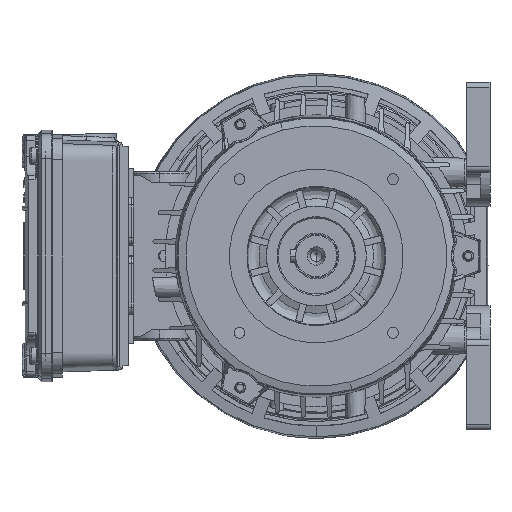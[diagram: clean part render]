
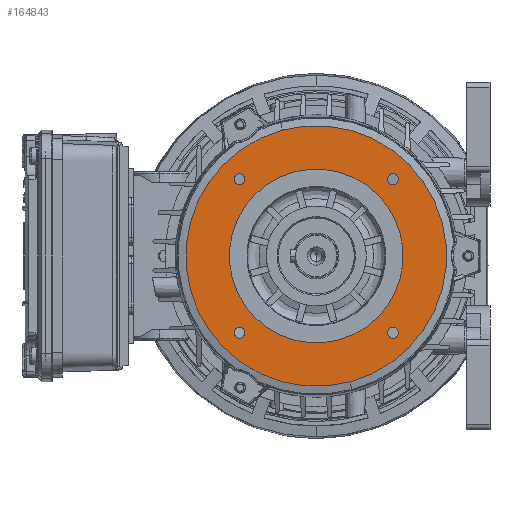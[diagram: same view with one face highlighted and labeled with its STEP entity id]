
A CAD part, left-side view. The second image highlights one B-rep face of the part: STEP entity #164843.
In plain terms, the highlighted planar face has unit normal (-1, 0, 0).
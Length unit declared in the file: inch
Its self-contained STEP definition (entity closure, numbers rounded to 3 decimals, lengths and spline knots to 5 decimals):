
#3201 = DIRECTION ( 'NONE',  ( 1., 0., 0. ) ) ;
#4223 = CARTESIAN_POINT ( 'NONE',  ( -3.93701, -1.39194, -1.39194 ) ) ;
#12248 = EDGE_LOOP ( 'NONE', ( #36599, #82393 ) ) ;
#12573 = DIRECTION ( 'NONE',  ( -1., 0., 0. ) ) ;
#12930 = AXIS2_PLACEMENT_3D ( 'NONE', #160112, #134566, #69965 ) ;
#14586 = PLANE ( 'NONE',  #96547 ) ;
#15394 = AXIS2_PLACEMENT_3D ( 'NONE', #84506, #160253, #57351 ) ;
#16329 = EDGE_CURVE ( 'NONE', #37435, #16823, #34666, .T. ) ;
#16823 = VERTEX_POINT ( 'NONE', #51810 ) ;
#19681 = DIRECTION ( 'NONE',  ( 0., 0.259, 0.966 ) ) ;
#20649 = EDGE_LOOP ( 'NONE', ( #112883, #143220 ) ) ;
#25746 = CIRCLE ( 'NONE', #90933, 1.5748 ) ;
#34666 = CIRCLE ( 'NONE', #12930, 0.09843 ) ;
#36599 = ORIENTED_EDGE ( 'NONE', *, *, #133021, .F. ) ;
#37435 = VERTEX_POINT ( 'NONE', #66162 ) ;
#39165 = AXIS2_PLACEMENT_3D ( 'NONE', #100051, #138278, #86425 ) ;
#39338 = FACE_BOUND ( 'NONE', #12248, .T. ) ;
#40134 = AXIS2_PLACEMENT_3D ( 'NONE', #137849, #136180, #19681 ) ;
#41336 = DIRECTION ( 'NONE',  ( -1., 0., 0. ) ) ;
#41365 = DIRECTION ( 'NONE',  ( 0., -0.966, 0.259 ) ) ;
#41442 = EDGE_CURVE ( 'NONE', #98260, #162924, #130920, .T. ) ;
#41810 = ORIENTED_EDGE ( 'NONE', *, *, #79145, .F. ) ;
#42199 = DIRECTION ( 'NONE',  ( 0., -0.966, 0.259 ) ) ;
#42561 = DIRECTION ( 'NONE',  ( -1., 0., 0. ) ) ;
#43127 = EDGE_CURVE ( 'NONE', #16823, #37435, #130439, .T. ) ;
#45241 = CARTESIAN_POINT ( 'NONE',  ( -3.93701, -1.39194, 1.39194 ) ) ;
#47318 = CIRCLE ( 'NONE', #39165, 0.09843 ) ;
#51794 = EDGE_CURVE ( 'NONE', #147310, #164785, #120526, .T. ) ;
#51810 = CARTESIAN_POINT ( 'NONE',  ( -3.93701, 1.48701, -1.41742 ) ) ;
#53547 = EDGE_CURVE ( 'NONE', #151845, #66316, #25746, .T. ) ;
#55774 = DIRECTION ( 'NONE',  ( -1., 0., 0. ) ) ;
#56101 = CIRCLE ( 'NONE', #15394, 0.09843 ) ;
#57351 = DIRECTION ( 'NONE',  ( 0., -0.966, 0.259 ) ) ;
#59831 = ORIENTED_EDGE ( 'NONE', *, *, #65720, .F. ) ;
#60922 = CARTESIAN_POINT ( 'NONE',  ( -3.93701, -1.48701, -1.36647 ) ) ;
#61485 = CARTESIAN_POINT ( 'NONE',  ( -3.93701, -1.48701, 1.41742 ) ) ;
#62270 = EDGE_LOOP ( 'NONE', ( #59831, #132131 ) ) ;
#64468 = DIRECTION ( 'NONE',  ( 0., 0.259, 0.966 ) ) ;
#64603 = DIRECTION ( 'NONE',  ( -1., 0., 0. ) ) ;
#65720 = EDGE_CURVE ( 'NONE', #164785, #147310, #67432, .T. ) ;
#66162 = CARTESIAN_POINT ( 'NONE',  ( -3.93701, 1.29687, -1.36647 ) ) ;
#66316 = VERTEX_POINT ( 'NONE', #80643 ) ;
#67328 = DIRECTION ( 'NONE',  ( 0., -0.259, -0.966 ) ) ;
#67432 = CIRCLE ( 'NONE', #151696, 0.09843 ) ;
#69356 = DIRECTION ( 'NONE',  ( -1., 0., 0. ) ) ;
#69965 = DIRECTION ( 'NONE',  ( 0., -0.966, 0.259 ) ) ;
#72008 = CIRCLE ( 'NONE', #153604, 0.09843 ) ;
#73473 = CARTESIAN_POINT ( 'NONE',  ( -3.93701, -0.61138, -2.28171 ) ) ;
#76306 = AXIS2_PLACEMENT_3D ( 'NONE', #119721, #3201, #81437 ) ;
#76680 = CARTESIAN_POINT ( 'NONE',  ( -3.93701, 0.61138, 2.28171 ) ) ;
#79104 = DIRECTION ( 'NONE',  ( 0., -0.966, 0.259 ) ) ;
#79145 = EDGE_CURVE ( 'NONE', #66316, #151845, #131472, .T. ) ;
#79731 = AXIS2_PLACEMENT_3D ( 'NONE', #45241, #138643, #99598 ) ;
#80643 = CARTESIAN_POINT ( 'NONE',  ( -3.93701, -0.40759, -1.52114 ) ) ;
#81437 = DIRECTION ( 'NONE',  ( 0., 0.259, 0.966 ) ) ;
#82393 = ORIENTED_EDGE ( 'NONE', *, *, #166731, .F. ) ;
#84506 = CARTESIAN_POINT ( 'NONE',  ( -3.93701, 1.39194, 1.39194 ) ) ;
#86425 = DIRECTION ( 'NONE',  ( 0., -0.966, 0.259 ) ) ;
#88045 = AXIS2_PLACEMENT_3D ( 'NONE', #91799, #64603, #129258 ) ;
#90933 = AXIS2_PLACEMENT_3D ( 'NONE', #140167, #12573, #64468 ) ;
#91187 = CARTESIAN_POINT ( 'NONE',  ( -3.93701, -0.61138, -2.28171 ) ) ;
#91799 = CARTESIAN_POINT ( 'NONE',  ( -3.93701, 0., 0. ) ) ;
#93192 = CARTESIAN_POINT ( 'NONE',  ( -3.93701, 1.39194, 1.39194 ) ) ;
#93823 = CARTESIAN_POINT ( 'NONE',  ( -3.93701, -1.29687, -1.41742 ) ) ;
#96547 = AXIS2_PLACEMENT_3D ( 'NONE', #91187, #130286, #67328 ) ;
#98260 = VERTEX_POINT ( 'NONE', #93823 ) ;
#99598 = DIRECTION ( 'NONE',  ( 0., -0.966, 0.259 ) ) ;
#100051 = CARTESIAN_POINT ( 'NONE',  ( -3.93701, -1.39194, -1.39194 ) ) ;
#107490 = CARTESIAN_POINT ( 'NONE',  ( -3.93701, 1.29687, 1.41742 ) ) ;
#108413 = DIRECTION ( 'NONE',  ( 0., -0.966, 0.259 ) ) ;
#108509 = VERTEX_POINT ( 'NONE', #107490 ) ;
#109561 = EDGE_LOOP ( 'NONE', ( #121701, #134060 ) ) ;
#112883 = ORIENTED_EDGE ( 'NONE', *, *, #16329, .F. ) ;
#116677 = FACE_BOUND ( 'NONE', #130041, .T. ) ;
#117073 = CIRCLE ( 'NONE', #76306, 2.3622 ) ;
#117509 = FACE_OUTER_BOUND ( 'NONE', #158534, .T. ) ;
#119721 = CARTESIAN_POINT ( 'NONE',  ( -3.93701, 0., 0. ) ) ;
#120526 = CIRCLE ( 'NONE', #79731, 0.09843 ) ;
#121701 = ORIENTED_EDGE ( 'NONE', *, *, #160703, .F. ) ;
#121766 = EDGE_CURVE ( 'NONE', #157937, #138391, #117073, .T. ) ;
#125593 = CARTESIAN_POINT ( 'NONE',  ( -3.93701, 0.40759, 1.52114 ) ) ;
#129258 = DIRECTION ( 'NONE',  ( 0., 0.259, 0.966 ) ) ;
#130041 = EDGE_LOOP ( 'NONE', ( #134142, #41810 ) ) ;
#130286 = DIRECTION ( 'NONE',  ( 1., 0., 0. ) ) ;
#130439 = CIRCLE ( 'NONE', #141231, 0.09843 ) ;
#130920 = CIRCLE ( 'NONE', #141717, 0.09843 ) ;
#131472 = CIRCLE ( 'NONE', #88045, 1.5748 ) ;
#132131 = ORIENTED_EDGE ( 'NONE', *, *, #51794, .F. ) ;
#132292 = CARTESIAN_POINT ( 'NONE',  ( -3.93701, -1.39194, 1.39194 ) ) ;
#133021 = EDGE_CURVE ( 'NONE', #108509, #139464, #72008, .T. ) ;
#134060 = ORIENTED_EDGE ( 'NONE', *, *, #41442, .F. ) ;
#134142 = ORIENTED_EDGE ( 'NONE', *, *, #53547, .F. ) ;
#134566 = DIRECTION ( 'NONE',  ( -1., 0., 0. ) ) ;
#136180 = DIRECTION ( 'NONE',  ( 1., 0., 0. ) ) ;
#137541 = CIRCLE ( 'NONE', #40134, 2.3622 ) ;
#137849 = CARTESIAN_POINT ( 'NONE',  ( -3.93701, 0., 0. ) ) ;
#138278 = DIRECTION ( 'NONE',  ( -1., 0., 0. ) ) ;
#138391 = VERTEX_POINT ( 'NONE', #73473 ) ;
#138643 = DIRECTION ( 'NONE',  ( -1., 0., 0. ) ) ;
#139464 = VERTEX_POINT ( 'NONE', #141387 ) ;
#140167 = CARTESIAN_POINT ( 'NONE',  ( -3.93701, 0., 0. ) ) ;
#141231 = AXIS2_PLACEMENT_3D ( 'NONE', #145030, #55774, #41365 ) ;
#141387 = CARTESIAN_POINT ( 'NONE',  ( -3.93701, 1.48701, 1.36647 ) ) ;
#141717 = AXIS2_PLACEMENT_3D ( 'NONE', #4223, #42561, #79104 ) ;
#143023 = FACE_BOUND ( 'NONE', #62270, .T. ) ;
#143220 = ORIENTED_EDGE ( 'NONE', *, *, #43127, .F. ) ;
#145030 = CARTESIAN_POINT ( 'NONE',  ( -3.93701, 1.39194, -1.39194 ) ) ;
#147310 = VERTEX_POINT ( 'NONE', #162751 ) ;
#147874 = ORIENTED_EDGE ( 'NONE', *, *, #148841, .F. ) ;
#148841 = EDGE_CURVE ( 'NONE', #138391, #157937, #137541, .T. ) ;
#151696 = AXIS2_PLACEMENT_3D ( 'NONE', #132292, #69356, #42199 ) ;
#151845 = VERTEX_POINT ( 'NONE', #125593 ) ;
#153604 = AXIS2_PLACEMENT_3D ( 'NONE', #93192, #41336, #108413 ) ;
#155810 = FACE_BOUND ( 'NONE', #20649, .T. ) ;
#157937 = VERTEX_POINT ( 'NONE', #76680 ) ;
#158534 = EDGE_LOOP ( 'NONE', ( #164841, #147874 ) ) ;
#160112 = CARTESIAN_POINT ( 'NONE',  ( -3.93701, 1.39194, -1.39194 ) ) ;
#160253 = DIRECTION ( 'NONE',  ( -1., 0., 0. ) ) ;
#160703 = EDGE_CURVE ( 'NONE', #162924, #98260, #47318, .T. ) ;
#162751 = CARTESIAN_POINT ( 'NONE',  ( -3.93701, -1.29687, 1.36647 ) ) ;
#162924 = VERTEX_POINT ( 'NONE', #60922 ) ;
#164785 = VERTEX_POINT ( 'NONE', #61485 ) ;
#164841 = ORIENTED_EDGE ( 'NONE', *, *, #121766, .F. ) ;
#164843 = ADVANCED_FACE ( 'NONE', ( #117509, #116677, #143023, #167724, #155810, #39338 ), #14586, .F. ) ;
#166731 = EDGE_CURVE ( 'NONE', #139464, #108509, #56101, .T. ) ;
#167724 = FACE_BOUND ( 'NONE', #109561, .T. ) ;
